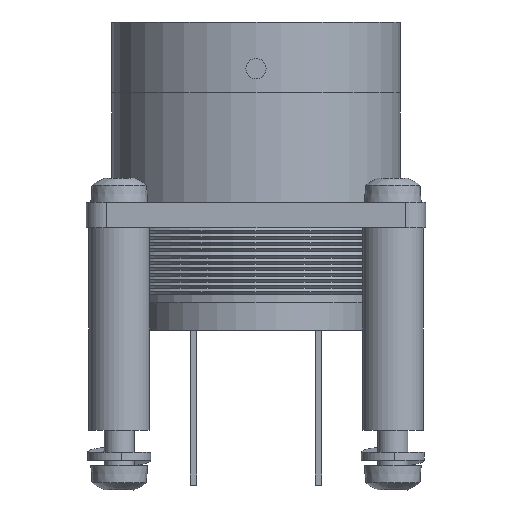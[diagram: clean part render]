
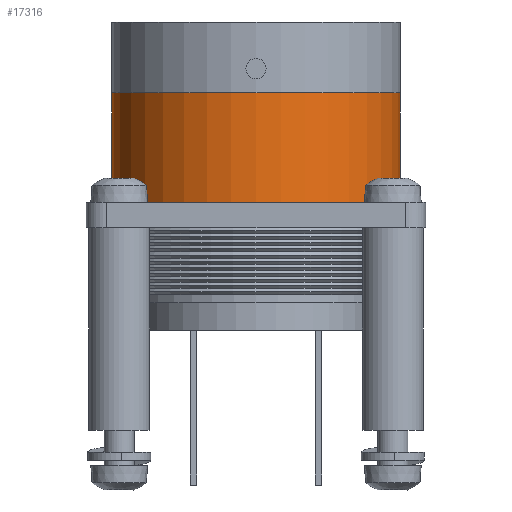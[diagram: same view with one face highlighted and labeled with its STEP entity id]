
A CAD part, front view. The second image highlights one B-rep face of the part: STEP entity #17316.
In plain terms, the highlighted cylindrical face has radius 14.25 mm (diameter 28.5 mm), a partial arc.
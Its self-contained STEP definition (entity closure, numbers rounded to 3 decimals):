
#17190=CARTESIAN_POINT('',(14.25,0.,22.5));
#17191=VERTEX_POINT('',#17190);
#17192=CARTESIAN_POINT('',(14.25,0.,33.3));
#17193=VERTEX_POINT('',#17192);
#17194=CARTESIAN_POINT('',(14.25,0.,22.5));
#17195=DIRECTION('',(0.0,0.0,1.0));
#17196=VECTOR('',#17195,10.8);
#17197=LINE('',#17194,#17196);
#17198=EDGE_CURVE('',#17191,#17193,#17197,.T.);
#17200=CARTESIAN_POINT('',(-14.25,0.,22.5));
#17201=VERTEX_POINT('',#17200);
#17209=CARTESIAN_POINT('',(-14.25,0.,33.3));
#17210=VERTEX_POINT('',#17209);
#17211=CARTESIAN_POINT('',(-14.25,0.,22.5));
#17212=DIRECTION('',(0.0,0.0,1.0));
#17213=VECTOR('',#17212,10.8);
#17214=LINE('',#17211,#17213);
#17215=EDGE_CURVE('',#17201,#17210,#17214,.T.);
#17293=CARTESIAN_POINT('',(0.0,0.,40.3));
#17294=DIRECTION('',(0.0,0.0,-1.0));
#17295=DIRECTION('',(1.0,0.0,0.0));
#17296=AXIS2_PLACEMENT_3D('',#17293,#17294,#17295);
#17297=CYLINDRICAL_SURFACE('',#17296,14.25);
#17298=ORIENTED_EDGE('',*,*,#17198,.T.);
#17299=CARTESIAN_POINT('',(0.0,0.,33.3));
#17300=DIRECTION('',(0.0,0.0,1.0));
#17301=DIRECTION('',(1.0,0.0,0.0));
#17302=AXIS2_PLACEMENT_3D('',#17299,#17300,#17301);
#17303=CIRCLE('',#17302,14.25);
#17304=EDGE_CURVE('',#17210,#17193,#17303,.T.);
#17305=ORIENTED_EDGE('',*,*,#17304,.F.);
#17306=ORIENTED_EDGE('',*,*,#17215,.F.);
#17307=CARTESIAN_POINT('',(0.0,0.,22.5));
#17308=DIRECTION('',(0.0,0.0,1.0));
#17309=DIRECTION('',(1.0,0.0,0.0));
#17310=AXIS2_PLACEMENT_3D('',#17307,#17308,#17309);
#17311=CIRCLE('',#17310,14.25);
#17312=EDGE_CURVE('',#17201,#17191,#17311,.T.);
#17313=ORIENTED_EDGE('',*,*,#17312,.T.);
#17314=EDGE_LOOP('',(#17298,#17305,#17306,#17313));
#17315=FACE_OUTER_BOUND('',#17314,.T.);
#17316=ADVANCED_FACE('',(#17315),#17297,.T.);
